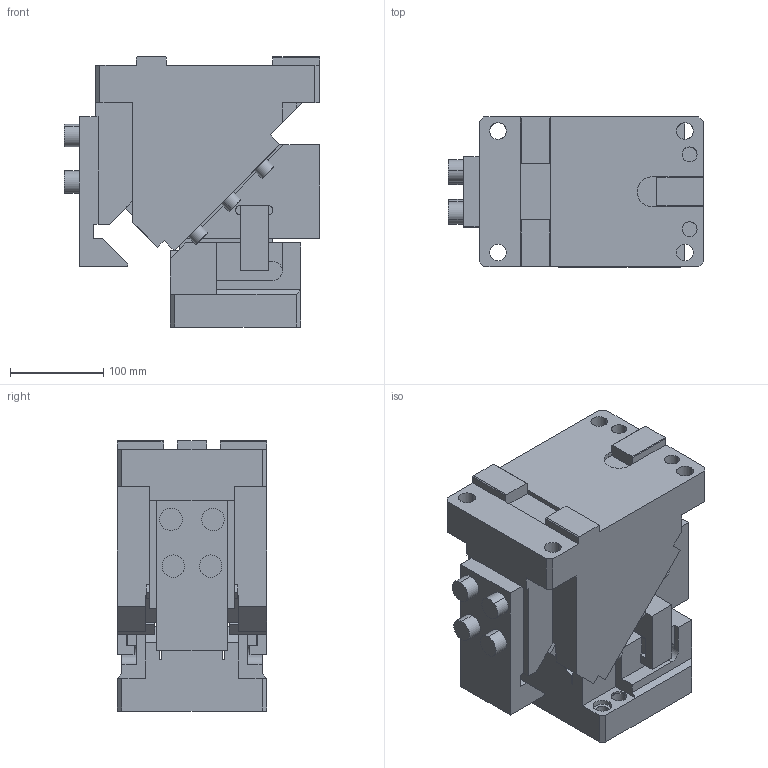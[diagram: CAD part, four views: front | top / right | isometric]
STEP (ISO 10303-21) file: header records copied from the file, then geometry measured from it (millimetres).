
FILE_DESCRIPTION(('CATIA V5 STEP Exchange'),'2;1');
FILE_NAME('CACK_100_00.stp','2015-04-27T08:18:28+00:00',('none'),('none'),'CATIA Version 5 Release 19 SP 2 (IN-10)','CATIA V5 STEP AP203','none');
FILE_SCHEMA(('CONFIG_CONTROL_DESIGN'));
Length unit declared in the file: millimetre
Products named in the file (1): CACK_100_00
Bounding box: 273 x 160 x 289 mm (x, y, z)
Volume: 7352957.2 mm3; surface area: 536745.2 mm2
Topology: 3 solids, 3 shells, 334 faces, 920 edges, 613 vertices
Faces by surface type: plane 230, cylinder 100, cone 4
Entity records: 10807 total; most frequent: CARTESIAN_POINT 2429, ORIENTED_EDGE 1832, DIRECTION 1470, EDGE_CURVE 916, VECTOR 699, LINE 699, VERTEX_POINT 613, AXIS2_PLACEMENT_3D 481
